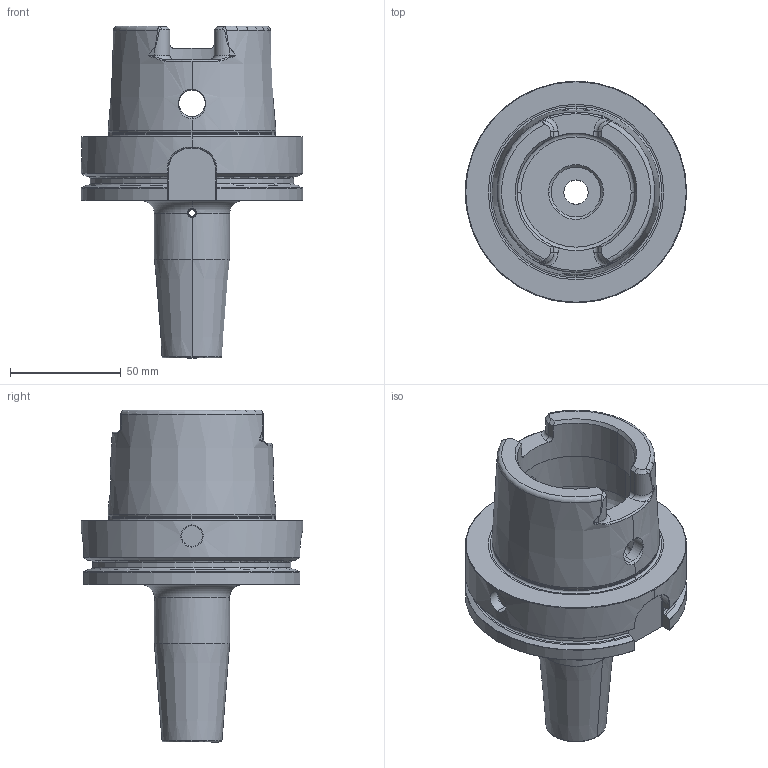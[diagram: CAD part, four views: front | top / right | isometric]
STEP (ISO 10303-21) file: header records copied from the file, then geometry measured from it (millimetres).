
FILE_DESCRIPTION (( 'STEP AP214' ), '1' );
FILE_NAME ('99.A10.016KF X=100_step.STEP', '2021-09-08T10:08:50', ( '' ), ( '' ), 'SwSTEP 2.0', 'SolidWorks 2018', '' );
FILE_SCHEMA (( 'AUTOMOTIVE_DESIGN' ));
Length unit declared in the file: millimetre
Products named in the file (1): 99.A10.016KF X=100_step
Bounding box: 99.93 x 99.93 x 149.9 mm (x, y, z)
Volume: 297594.3 mm3; surface area: 60423.4 mm2
Topology: 1 solids, 1 shells, 258 faces, 642 edges, 381 vertices
Faces by surface type: cylinder 70, torus 54, plane 51, cone 46, bspline 37
Entity records: 12097 total; most frequent: CARTESIAN_POINT 6009, ORIENTED_EDGE 1284, DIRECTION 1108, EDGE_CURVE 642, AXIS2_PLACEMENT_3D 465, VERTEX_POINT 381, EDGE_LOOP 267, FACE_OUTER_BOUND 258
